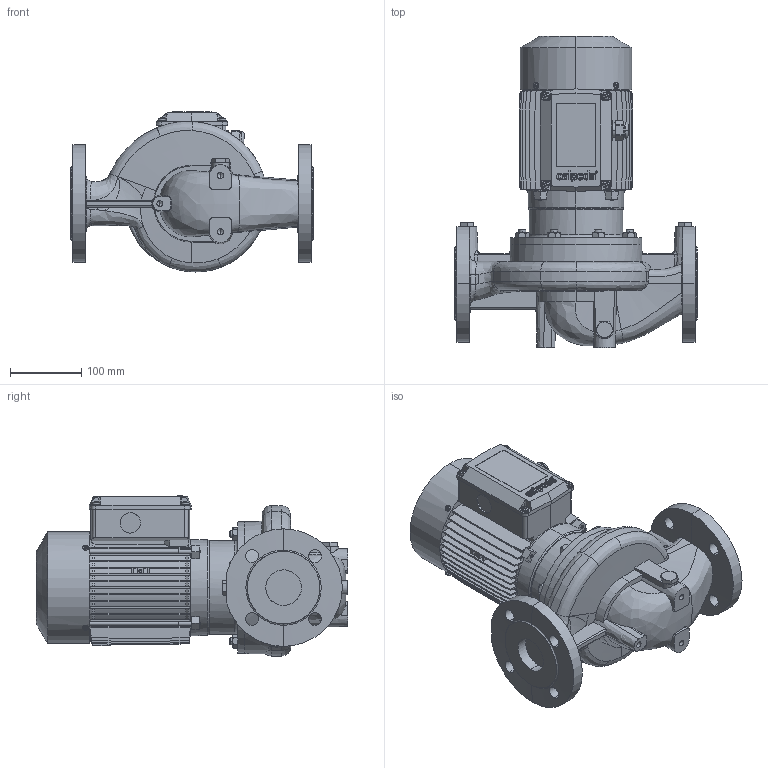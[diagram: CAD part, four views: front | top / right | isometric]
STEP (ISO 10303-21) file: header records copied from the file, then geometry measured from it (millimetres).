
FILE_DESCRIPTION (( 'STEP AP214' ), '1' );
FILE_NAME ('4_93_504_03_REV01.step', '2022-07-08T12:17:59', ( '' ), ( '' ), 'SwSTEP 2.0', 'SolidWorks 2020', '' );
FILE_SCHEMA (( 'AUTOMOTIVE_DESIGN' ));
Length unit declared in the file: millimetre
Products named in the file (2): Copia di 4.93.504.03^4_93_504_03_REV01; 4_93_504_03_REV01
Assembly tree (1 placements, depth 2):
  4_93_504_03_REV01
    Copia di 4.93.504.03^4_93_504_03_REV01
Bounding box: 340 x 437.21 x 224.74 mm (x, y, z)
Surface area: 715970.3 mm2 (no closed solid volume)
Topology: 0 solids, 6 shells, 2511 faces, 7138 edges, 4743 vertices
Faces by surface type: bspline 1153, plane 882, cylinder 243, cone 207, sphere 16, torus 10
Entity records: 127773 total; most frequent: CARTESIAN_POINT 69110, ORIENTED_EDGE 14260, DIRECTION 8607, EDGE_CURVE 7132, VERTEX_POINT 4743, VECTOR 4463, LINE 4463, EDGE_LOOP 2638
